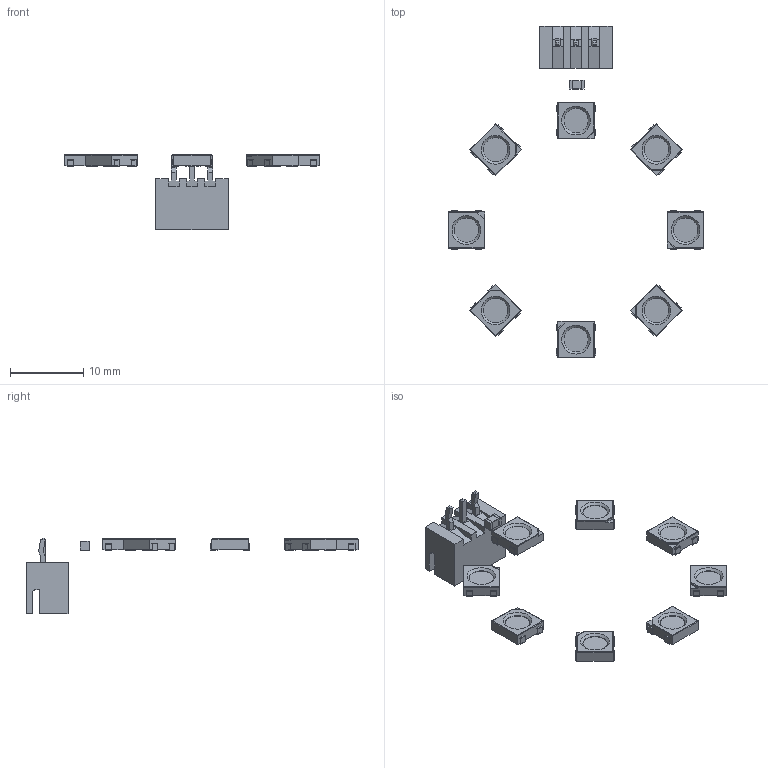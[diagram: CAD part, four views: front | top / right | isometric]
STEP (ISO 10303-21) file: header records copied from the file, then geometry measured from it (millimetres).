
FILE_DESCRIPTION(('KiCad electronic assembly'),'2;1');
FILE_NAME('ringLight-3D.step','2021-09-14T11:02:15',('An Author'),( 'A Company'),'Open CASCADE STEP processor 7.3', 'KiCad to STEP converter','Unknown');
FILE_SCHEMA(('AUTOMOTIVE_DESIGN { 1 0 10303 214 1 1 1 1 }'));
Length unit declared in the file: millimetre
Products named in the file (8): Open CASCADE STEP translator 7.3 1; LED_WS2812B_PLCC4_5.0x5.0mm_P3.2mm; SOLID; JST_XH_B3B-XH-A_1x03_P2.50mm_Vertical; C_0805_2012Metric; COMPOUND
Assembly tree (14 placements, depth 3):
  Open CASCADE STEP translator 7.3 1
    LED_WS2812B_PLCC4_5.0x5.0mm_P3.2mm  x8
      SOLID
    JST_XH_B3B-XH-A_1x03_P2.50mm_Vertical
      SOLID
    C_0805_2012Metric
      SOLID
    COMPOUND
Bounding box: 35 x 45.45 x 10.4 mm (x, y, z)
Volume: 479.2 mm3; surface area: 1264.1 mm2
Topology: 10 solids, 10 shells, 689 faces, 1989 edges, 1304 vertices
Faces by surface type: plane 489, cylinder 192, cone 8
Full cylindrical faces by diameter (mm): 3.333 x8
Entity records: 16222 total; most frequent: CARTESIAN_POINT 2780, DIRECTION 2233, LINE 1598, VECTOR 1598, ORIENTED_EDGE 1164, PCURVE 1164, DEFINITIONAL_REPRESENTATION 1164, EDGE_CURVE 582
